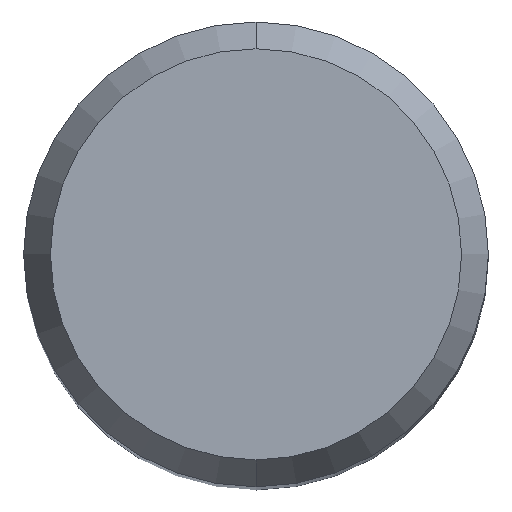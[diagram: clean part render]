
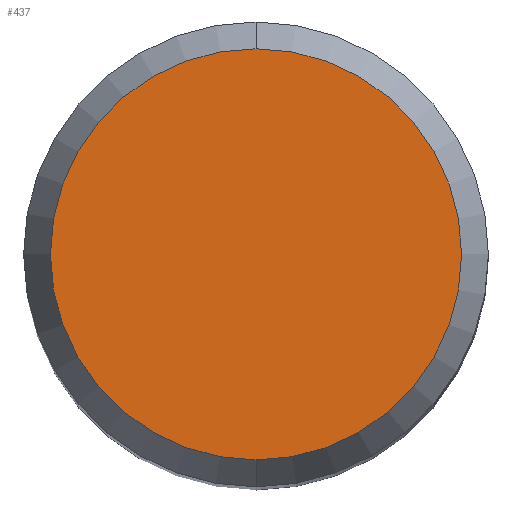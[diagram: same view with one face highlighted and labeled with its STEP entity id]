
A CAD part, top view. The second image highlights one B-rep face of the part: STEP entity #437.
In plain terms, the highlighted planar face has unit normal (0, 0, 1).
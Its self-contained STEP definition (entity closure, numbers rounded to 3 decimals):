
#289=EDGE_CURVE('',#463,#441,#655,.T.);
#437=ADVANCED_FACE('',(#822),#823,.T.);
#441=VERTEX_POINT('',#827);
#463=VERTEX_POINT('',#850);
#469=EDGE_CURVE('',#441,#463,#856,.T.);
#655=CIRCLE('',#1199,4.423);
#822=FACE_OUTER_BOUND('',#1462,.T.);
#823=PLANE('',#1463);
#827=CARTESIAN_POINT('',(0.0,4.423,0.0));
#850=CARTESIAN_POINT('',(0.,-4.423,0.0));
#856=CIRCLE('',#1558,4.423);
#1199=AXIS2_PLACEMENT_3D('',#1778,#1779,#1780);
#1462=EDGE_LOOP('',(#1995,#1996));
#1463=AXIS2_PLACEMENT_3D('',#1997,#1998,#1999);
#1558=AXIS2_PLACEMENT_3D('',#2020,#2021,#2022);
#1778=CARTESIAN_POINT('',(0.0,0.0,0.0));
#1779=DIRECTION('',(0.0,0.0,-1.0));
#1780=DIRECTION('',(0.0,1.0,0.0));
#1995=ORIENTED_EDGE('',*,*,#469,.F.);
#1996=ORIENTED_EDGE('',*,*,#289,.F.);
#1997=CARTESIAN_POINT('',(0.0,2.211,0.0));
#1998=DIRECTION('',(-0.0,0.0,1.0));
#1999=DIRECTION('',(0.0,-1.0,0.0));
#2020=CARTESIAN_POINT('',(0.0,0.0,0.0));
#2021=DIRECTION('',(0.0,0.0,-1.0));
#2022=DIRECTION('',(0.0,1.0,0.0));
